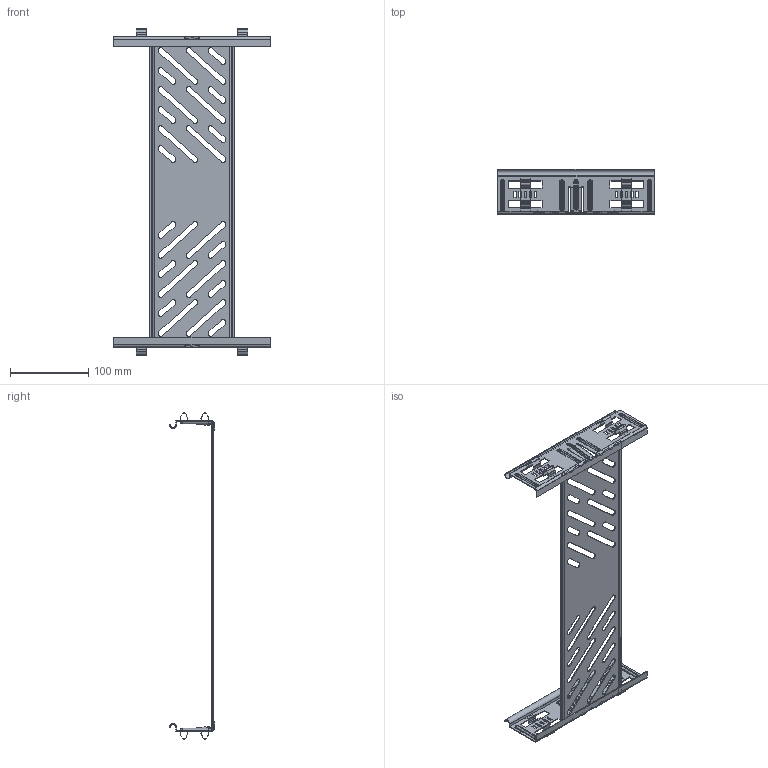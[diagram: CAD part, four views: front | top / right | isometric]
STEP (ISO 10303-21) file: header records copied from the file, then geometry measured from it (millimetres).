
FILE_DESCRIPTION (( 'STEP AP214' ), '1' );
FILE_NAME ('6068966.stp', '2017-04-12T09:02:13', ( '' ), ( '' ), 'SwSTEP 2.0', 'SolidWorks 2016', '' );
FILE_SCHEMA (( 'AUTOMOTIVE_DESIGN' ));
Length unit declared in the file: millimetre
Products named in the file (4): 040601_Standard; 040579_60; 040599_400; 6068966
Assembly tree (7 placements, depth 2):
  6068966
    040599_400
    040579_60  x2
    040601_Standard  x4
Bounding box: 200 x 58.2 x 418 mm (x, y, z)
Volume: 65384.6 mm3; surface area: 142685.4 mm2
Topology: 7 solids, 7 shells, 1067 faces, 2759 edges, 1710 vertices
Faces by surface type: plane 616, cylinder 287, torus 144, bspline 20
Entity records: 17691 total; most frequent: CARTESIAN_POINT 3228, DIRECTION 3061, ORIENTED_EDGE 2962, EDGE_CURVE 1481, AXIS2_PLACEMENT_3D 1051, VECTOR 959, LINE 959, VERTEX_POINT 940
